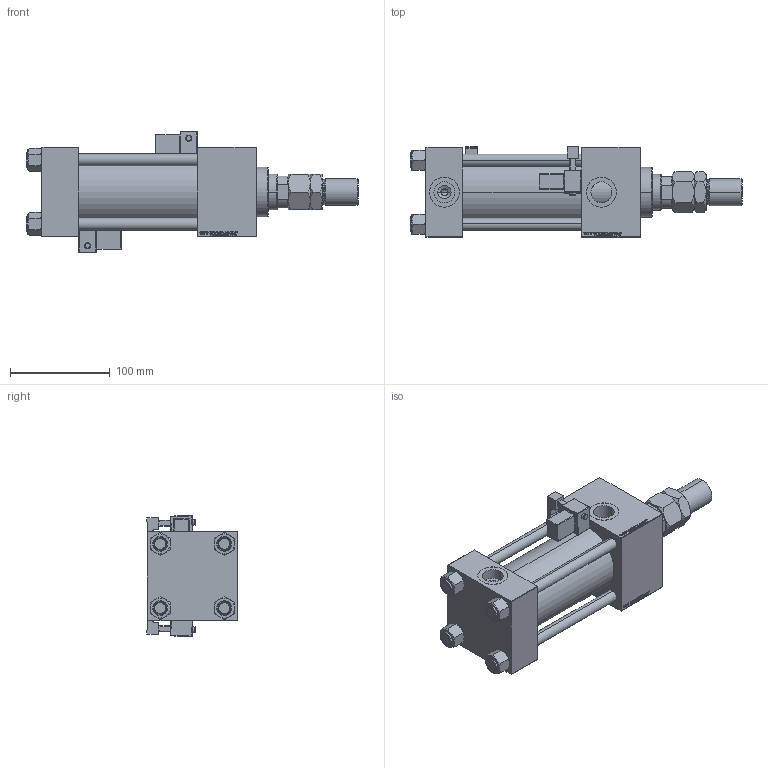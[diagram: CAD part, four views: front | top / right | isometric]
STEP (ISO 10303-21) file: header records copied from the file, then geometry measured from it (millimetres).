
FILE_DESCRIPTION (( 'STEP AP203' ), '1' );
FILE_NAME ('5475.STEP', '2023-08-23T03:21:19', ( '' ), ( '' ), 'SwSTEP 2.0', 'SolidWorks 2019', '' );
FILE_SCHEMA (( 'CONFIG_CONTROL_DESIGN' ));
Length unit declared in the file: millimetre
Products named in the file (8): V215CR_MSU ef0b1f1b0e91f7ebb473dec61589b9dc; 5475; V215CR_VCP_C ef0b1f1b0e91f7ebb473dec61589b9dc; V215CR_C_Body ef0b1f1b0e91f7ebb473dec61589b9dc; V215CR_C_TYCINKA ef0b1f1b0e91f7ebb473dec61589b9dc; MTA ef0b1f1b0e91f7ebb473dec61589b9dc; NUT_M5_C ef0b1f1b0e91f7ebb473dec61589b9dc; V215_VC_A ef0b1f1b0e91f7ebb473dec61589b9dc
Assembly tree (14 placements, depth 2):
  5475
    V215CR_C_Body ef0b1f1b0e91f7ebb473dec61589b9dc
    V215CR_VCP_C ef0b1f1b0e91f7ebb473dec61589b9dc
    NUT_M5_C ef0b1f1b0e91f7ebb473dec61589b9dc  x4
    V215CR_C_TYCINKA ef0b1f1b0e91f7ebb473dec61589b9dc  x4
    V215_VC_A ef0b1f1b0e91f7ebb473dec61589b9dc
    MTA ef0b1f1b0e91f7ebb473dec61589b9dc
    V215CR_MSU ef0b1f1b0e91f7ebb473dec61589b9dc  x2
Bounding box: 333 x 90.53 x 121.57 mm (x, y, z)
Volume: 1192833.6 mm3; surface area: 246676.4 mm2
Topology: 14 solids, 14 shells, 1351 faces, 3335 edges, 2113 vertices
Faces by surface type: plane 599, bspline 392, cone 164, cylinder 150, sphere 24, torus 22
Entity records: 54068 total; most frequent: CARTESIAN_POINT 28053, ORIENTED_EDGE 5780, DIRECTION 3878, EDGE_CURVE 2890, VERTEX_POINT 1873, VECTOR 1710, LINE 1710, EDGE_LOOP 1287
